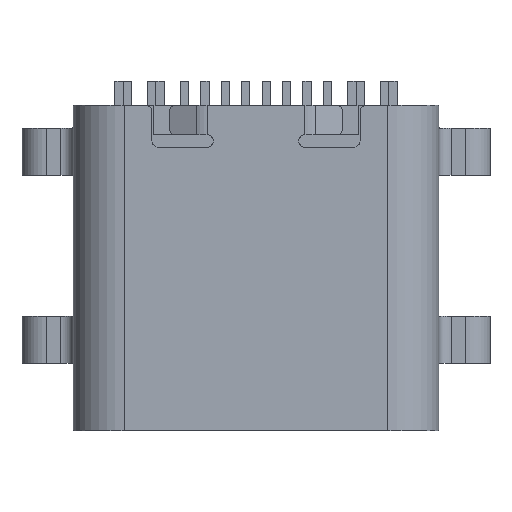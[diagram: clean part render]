
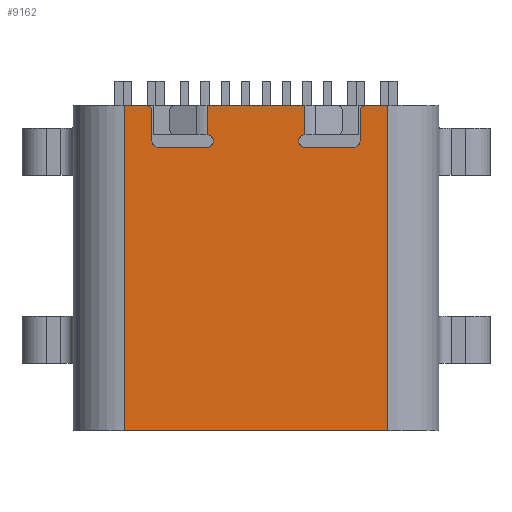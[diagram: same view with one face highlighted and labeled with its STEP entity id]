
A CAD part, top view. The second image highlights one B-rep face of the part: STEP entity #9162.
In plain terms, the highlighted planar face has unit normal (0, 0, 1).
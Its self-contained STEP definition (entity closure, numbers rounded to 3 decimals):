
#264=PLANE('',#9691);
#631=FACE_OUTER_BOUND('',#1131,.T.);
#1131=EDGE_LOOP('',(#6303,#6304,#6305,#6306,#6307,#6308,#6309,#6310,#6311,
#6312,#6313,#6314,#6315,#6316,#6317,#6318,#6319,#6320));
#1635=LINE('',#13015,#2740);
#1636=LINE('',#13019,#2741);
#1637=LINE('',#13023,#2742);
#1638=LINE('',#13025,#2743);
#1639=LINE('',#13027,#2744);
#1640=LINE('',#13031,#2745);
#1641=LINE('',#13035,#2746);
#1642=LINE('',#13039,#2747);
#1643=LINE('',#13041,#2748);
#1644=LINE('',#13043,#2749);
#1645=LINE('',#13045,#2750);
#1646=LINE('',#13046,#2751);
#2740=VECTOR('',#10437,10.);
#2741=VECTOR('',#10440,10.);
#2742=VECTOR('',#10443,10.);
#2743=VECTOR('',#10444,10.);
#2744=VECTOR('',#10445,10.);
#2745=VECTOR('',#10448,10.);
#2746=VECTOR('',#10451,10.);
#2747=VECTOR('',#10454,10.);
#2748=VECTOR('',#10455,10.);
#2749=VECTOR('',#10456,10.);
#2750=VECTOR('',#10457,10.);
#2751=VECTOR('',#10458,10.);
#3843=CIRCLE('',#9689,0.15);
#3845=CIRCLE('',#9692,0.15);
#3846=CIRCLE('',#9693,0.15);
#3847=CIRCLE('',#9694,0.15);
#3848=CIRCLE('',#9695,0.15);
#3849=CIRCLE('',#9696,0.15);
#4079=VERTEX_POINT('',#13005);
#4080=VERTEX_POINT('',#13006);
#4083=VERTEX_POINT('',#13014);
#4084=VERTEX_POINT('',#13016);
#4085=VERTEX_POINT('',#13018);
#4086=VERTEX_POINT('',#13020);
#4087=VERTEX_POINT('',#13022);
#4088=VERTEX_POINT('',#13024);
#4089=VERTEX_POINT('',#13026);
#4090=VERTEX_POINT('',#13028);
#4091=VERTEX_POINT('',#13030);
#4092=VERTEX_POINT('',#13032);
#4093=VERTEX_POINT('',#13034);
#4094=VERTEX_POINT('',#13036);
#4095=VERTEX_POINT('',#13038);
#4096=VERTEX_POINT('',#13040);
#4097=VERTEX_POINT('',#13042);
#4098=VERTEX_POINT('',#13044);
#4926=EDGE_CURVE('',#4079,#4080,#3843,.T.);
#4930=EDGE_CURVE('',#4079,#4083,#1635,.T.);
#4931=EDGE_CURVE('',#4084,#4083,#3845,.T.);
#4932=EDGE_CURVE('',#4084,#4085,#1636,.T.);
#4933=EDGE_CURVE('',#4086,#4085,#3846,.T.);
#4934=EDGE_CURVE('',#4086,#4087,#1637,.T.);
#4935=EDGE_CURVE('',#4088,#4087,#1638,.T.);
#4936=EDGE_CURVE('',#4088,#4089,#1639,.T.);
#4937=EDGE_CURVE('',#4090,#4089,#3847,.T.);
#4938=EDGE_CURVE('',#4090,#4091,#1640,.T.);
#4939=EDGE_CURVE('',#4092,#4091,#3848,.T.);
#4940=EDGE_CURVE('',#4092,#4093,#1641,.T.);
#4941=EDGE_CURVE('',#4094,#4093,#3849,.T.);
#4942=EDGE_CURVE('',#4095,#4094,#1642,.T.);
#4943=EDGE_CURVE('',#4096,#4095,#1643,.T.);
#4944=EDGE_CURVE('',#4096,#4097,#1644,.T.);
#4945=EDGE_CURVE('',#4097,#4098,#1645,.T.);
#4946=EDGE_CURVE('',#4080,#4098,#1646,.T.);
#6303=ORIENTED_EDGE('',*,*,#4926,.F.);
#6304=ORIENTED_EDGE('',*,*,#4930,.T.);
#6305=ORIENTED_EDGE('',*,*,#4931,.F.);
#6306=ORIENTED_EDGE('',*,*,#4932,.T.);
#6307=ORIENTED_EDGE('',*,*,#4933,.F.);
#6308=ORIENTED_EDGE('',*,*,#4934,.T.);
#6309=ORIENTED_EDGE('',*,*,#4935,.F.);
#6310=ORIENTED_EDGE('',*,*,#4936,.T.);
#6311=ORIENTED_EDGE('',*,*,#4937,.F.);
#6312=ORIENTED_EDGE('',*,*,#4938,.T.);
#6313=ORIENTED_EDGE('',*,*,#4939,.F.);
#6314=ORIENTED_EDGE('',*,*,#4940,.T.);
#6315=ORIENTED_EDGE('',*,*,#4941,.F.);
#6316=ORIENTED_EDGE('',*,*,#4942,.F.);
#6317=ORIENTED_EDGE('',*,*,#4943,.F.);
#6318=ORIENTED_EDGE('',*,*,#4944,.T.);
#6319=ORIENTED_EDGE('',*,*,#4945,.T.);
#6320=ORIENTED_EDGE('',*,*,#4946,.F.);
#9162=ADVANCED_FACE('',(#631),#264,.T.);
#9689=AXIS2_PLACEMENT_3D('',#13007,#10429,#10430);
#9691=AXIS2_PLACEMENT_3D('',#13013,#10435,#10436);
#9692=AXIS2_PLACEMENT_3D('',#13017,#10438,#10439);
#9693=AXIS2_PLACEMENT_3D('',#13021,#10441,#10442);
#9694=AXIS2_PLACEMENT_3D('',#13029,#10446,#10447);
#9695=AXIS2_PLACEMENT_3D('',#13033,#10449,#10450);
#9696=AXIS2_PLACEMENT_3D('',#13037,#10452,#10453);
#10429=DIRECTION('center_axis',(0.,0.,-1.));
#10430=DIRECTION('ref_axis',(-0.707,0.707,0.));
#10435=DIRECTION('center_axis',(0.,0.,1.));
#10436=DIRECTION('ref_axis',(1.,0.,0.));
#10437=DIRECTION('',(0.,-1.,0.));
#10438=DIRECTION('center_axis',(0.,0.,1.));
#10439=DIRECTION('ref_axis',(0.707,-0.707,0.));
#10440=DIRECTION('',(-1.,0.,0.));
#10441=DIRECTION('center_axis',(0.,0.,1.));
#10442=DIRECTION('ref_axis',(-0.707,0.707,0.));
#10443=DIRECTION('',(0.,1.,0.));
#10444=DIRECTION('',(1.,0.,0.));
#10445=DIRECTION('',(0.,-1.,0.));
#10446=DIRECTION('center_axis',(0.,0.,1.));
#10447=DIRECTION('ref_axis',(0.707,-0.707,0.));
#10448=DIRECTION('',(-1.,0.,0.));
#10449=DIRECTION('center_axis',(0.,0.,1.));
#10450=DIRECTION('ref_axis',(-0.707,-0.707,0.));
#10451=DIRECTION('',(0.,1.,0.));
#10452=DIRECTION('center_axis',(0.,0.,-1.));
#10453=DIRECTION('ref_axis',(0.707,0.707,0.));
#10454=DIRECTION('',(1.,0.,0.));
#10455=DIRECTION('',(0.,1.,0.));
#10456=DIRECTION('',(1.,0.,0.));
#10457=DIRECTION('',(0.,1.,0.));
#10458=DIRECTION('',(1.,0.,0.));
#13005=CARTESIAN_POINT('',(2.546,7.33,2.06));
#13006=CARTESIAN_POINT('',(2.696,7.48,2.06));
#13007=CARTESIAN_POINT('Origin',(2.696,7.33,2.06));
#13013=CARTESIAN_POINT('Origin',(-3.224,-0.48,2.06));
#13014=CARTESIAN_POINT('',(2.546,6.61,2.06));
#13015=CARTESIAN_POINT('',(2.546,3.5,2.06));
#13016=CARTESIAN_POINT('',(2.396,6.46,2.06));
#13017=CARTESIAN_POINT('Origin',(2.396,6.61,2.06));
#13018=CARTESIAN_POINT('',(1.196,6.46,2.06));
#13019=CARTESIAN_POINT('',(-1.089,6.46,2.06));
#13020=CARTESIAN_POINT('',(1.196,6.76,2.06));
#13021=CARTESIAN_POINT('Origin',(1.196,6.61,2.06));
#13022=CARTESIAN_POINT('',(1.196,7.48,2.06));
#13023=CARTESIAN_POINT('',(1.196,2.99,2.06));
#13024=CARTESIAN_POINT('',(-1.196,7.48,2.06));
#13025=CARTESIAN_POINT('',(-3.224,7.48,2.06));
#13026=CARTESIAN_POINT('',(-1.196,6.76,2.06));
#13027=CARTESIAN_POINT('',(-1.196,3.5,2.06));
#13028=CARTESIAN_POINT('',(-1.196,6.46,2.06));
#13029=CARTESIAN_POINT('Origin',(-1.196,6.61,2.06));
#13030=CARTESIAN_POINT('',(-2.396,6.46,2.06));
#13031=CARTESIAN_POINT('',(-2.21,6.46,2.06));
#13032=CARTESIAN_POINT('',(-2.546,6.61,2.06));
#13033=CARTESIAN_POINT('Origin',(-2.396,6.61,2.06));
#13034=CARTESIAN_POINT('',(-2.546,7.33,2.06));
#13035=CARTESIAN_POINT('',(-2.546,2.99,2.06));
#13036=CARTESIAN_POINT('',(-2.696,7.48,2.06));
#13037=CARTESIAN_POINT('Origin',(-2.696,7.33,2.06));
#13038=CARTESIAN_POINT('',(-3.224,7.48,2.06));
#13039=CARTESIAN_POINT('',(-3.224,7.48,2.06));
#13040=CARTESIAN_POINT('',(-3.224,-0.48,2.06));
#13041=CARTESIAN_POINT('',(-3.224,-0.48,2.06));
#13042=CARTESIAN_POINT('',(3.224,-0.48,2.06));
#13043=CARTESIAN_POINT('',(-3.224,-0.48,2.06));
#13044=CARTESIAN_POINT('',(3.224,7.48,2.06));
#13045=CARTESIAN_POINT('',(3.224,-0.48,2.06));
#13046=CARTESIAN_POINT('',(-3.224,7.48,2.06));
